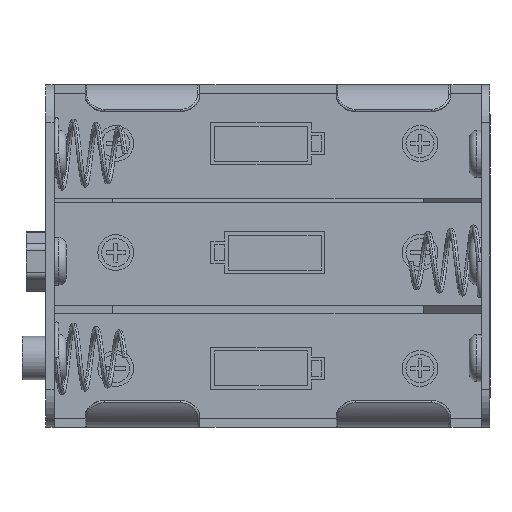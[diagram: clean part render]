
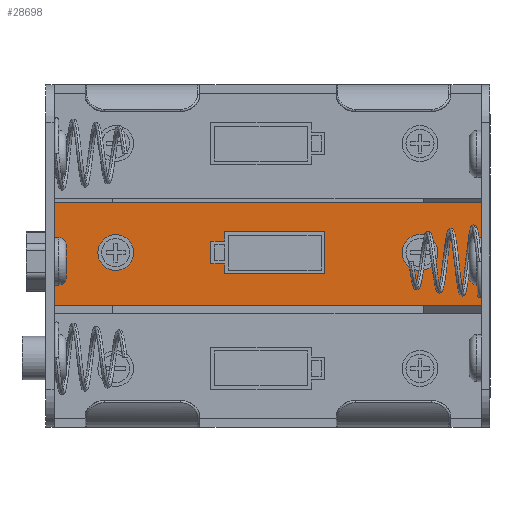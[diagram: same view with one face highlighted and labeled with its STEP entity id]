
A CAD part, front view. The second image highlights one B-rep face of the part: STEP entity #28698.
In plain terms, the highlighted planar face has unit normal (0, -1, 0).
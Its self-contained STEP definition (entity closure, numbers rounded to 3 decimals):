
#1405 = LINE ( 'NONE', #26143, #8634 ) ;
#2129 = LINE ( 'NONE', #25489, #11457 ) ;
#2146 = CARTESIAN_POINT ( 'NONE',  ( 0., -1.55, 18.033 ) ) ;
#2829 = DIRECTION ( 'NONE',  ( 0., 0., -1. ) ) ;
#2839 = CARTESIAN_POINT ( 'NONE',  ( -28.1, -1.55, 21.85 ) ) ;
#3294 = LINE ( 'NONE', #30771, #21018 ) ;
#3317 = ORIENTED_EDGE ( 'NONE', *, *, #21545, .F. ) ;
#4433 = ORIENTED_EDGE ( 'NONE', *, *, #32207, .F. ) ;
#5250 = AXIS2_PLACEMENT_3D ( 'NONE', #13443, #43171, #9633 ) ;
#5566 = LINE ( 'NONE', #35480, #38443 ) ;
#5792 = CARTESIAN_POINT ( 'NONE',  ( -5.7, -1.55, 16.733 ) ) ;
#5992 = DIRECTION ( 'NONE',  ( 0., -1., 0. ) ) ;
#6185 = DIRECTION ( 'NONE',  ( 0., 0., -1. ) ) ;
#7101 = VERTEX_POINT ( 'NONE', #28544 ) ;
#7229 = EDGE_CURVE ( 'NONE', #16077, #31885, #17427, .T. ) ;
#7796 = CIRCLE ( 'NONE', #14210, 2.35 ) ;
#8250 = FACE_BOUND ( 'NONE', #36098, .T. ) ;
#8272 = CARTESIAN_POINT ( 'NONE',  ( 20., -1.55, 17.583 ) ) ;
#8331 = PLANE ( 'NONE',  #41518 ) ;
#8568 = DIRECTION ( 'NONE',  ( 0., 0., 1. ) ) ;
#8634 = VECTOR ( 'NONE', #26291, 1000. ) ;
#9451 = CARTESIAN_POINT ( 'NONE',  ( 0., -1.55, 15.433 ) ) ;
#9534 = VERTEX_POINT ( 'NONE', #20085 ) ;
#9633 = DIRECTION ( 'NONE',  ( 0., 0., 1. ) ) ;
#9664 = DIRECTION ( 'NONE',  ( 0., -1., 0. ) ) ;
#10032 = CARTESIAN_POINT ( 'NONE',  ( 20., -1.55, 15.233 ) ) ;
#10191 = DIRECTION ( 'NONE',  ( 0., 0., 1. ) ) ;
#10943 = ORIENTED_EDGE ( 'NONE', *, *, #31487, .F. ) ;
#11086 = VERTEX_POINT ( 'NONE', #8272 ) ;
#11146 = EDGE_CURVE ( 'NONE', #7101, #14239, #2129, .T. ) ;
#11229 = VECTOR ( 'NONE', #35308, 1000. ) ;
#11457 = VECTOR ( 'NONE', #19210, 1000. ) ;
#11637 = EDGE_CURVE ( 'NONE', #14239, #40474, #12016, .T. ) ;
#11653 = CIRCLE ( 'NONE', #32232, 2.35 ) ;
#11662 = ORIENTED_EDGE ( 'NONE', *, *, #11146, .F. ) ;
#11732 = DIRECTION ( 'NONE',  ( -1., 0., 0. ) ) ;
#12016 = LINE ( 'NONE', #29190, #18806 ) ;
#12850 = EDGE_CURVE ( 'NONE', #31885, #16077, #31860, .T. ) ;
#13183 = VECTOR ( 'NONE', #2829, 1000. ) ;
#13443 = CARTESIAN_POINT ( 'NONE',  ( -20., -1.55, 15.233 ) ) ;
#13927 = ORIENTED_EDGE ( 'NONE', *, *, #18685, .F. ) ;
#14210 = AXIS2_PLACEMENT_3D ( 'NONE', #10032, #23611, #10191 ) ;
#14239 = VERTEX_POINT ( 'NONE', #31845 ) ;
#14309 = EDGE_CURVE ( 'NONE', #19832, #32321, #26947, .T. ) ;
#14627 = DIRECTION ( 'NONE',  ( -1., 0., 0. ) ) ;
#16077 = VERTEX_POINT ( 'NONE', #40123 ) ;
#16318 = CARTESIAN_POINT ( 'NONE',  ( 7.5, -1.55, 18.033 ) ) ;
#16439 = ORIENTED_EDGE ( 'NONE', *, *, #24542, .F. ) ;
#16904 = VERTEX_POINT ( 'NONE', #27877 ) ;
#17427 = CIRCLE ( 'NONE', #5250, 2.35 ) ;
#17697 = CARTESIAN_POINT ( 'NONE',  ( -20., -1.55, 12.883 ) ) ;
#18338 = VECTOR ( 'NONE', #38858, 1000. ) ;
#18685 = EDGE_CURVE ( 'NONE', #32321, #7101, #21526, .T. ) ;
#18806 = VECTOR ( 'NONE', #35477, 1000. ) ;
#19210 = DIRECTION ( 'NONE',  ( 1., 0., 0. ) ) ;
#19832 = VERTEX_POINT ( 'NONE', #5792 ) ;
#20085 = CARTESIAN_POINT ( 'NONE',  ( -28.1, -1.55, 8.267 ) ) ;
#20170 = EDGE_LOOP ( 'NONE', ( #27859, #33509 ) ) ;
#20737 = DIRECTION ( 'NONE',  ( 0., 0., 1. ) ) ;
#21018 = VECTOR ( 'NONE', #37486, 1000. ) ;
#21526 = LINE ( 'NONE', #39404, #13183 ) ;
#21545 = EDGE_CURVE ( 'NONE', #34583, #42709, #35453, .T. ) ;
#21650 = CARTESIAN_POINT ( 'NONE',  ( 0., -1.55, 16.733 ) ) ;
#22027 = CARTESIAN_POINT ( 'NONE',  ( -7.5, -1.55, 16.733 ) ) ;
#22810 = VECTOR ( 'NONE', #14627, 1000. ) ;
#22935 = CARTESIAN_POINT ( 'NONE',  ( 20., -1.55, 15.233 ) ) ;
#23007 = ORIENTED_EDGE ( 'NONE', *, *, #36391, .F. ) ;
#23611 = DIRECTION ( 'NONE',  ( 0., -1., 0. ) ) ;
#23904 = FACE_BOUND ( 'NONE', #20170, .T. ) ;
#24542 = EDGE_CURVE ( 'NONE', #25655, #11086, #11653, .T. ) ;
#24876 = CARTESIAN_POINT ( 'NONE',  ( -5.7, -1.55, 12.433 ) ) ;
#24894 = VERTEX_POINT ( 'NONE', #2839 ) ;
#25061 = CARTESIAN_POINT ( 'NONE',  ( 28.1, -1.55, 8.267 ) ) ;
#25226 = AXIS2_PLACEMENT_3D ( 'NONE', #34017, #30923, #20737 ) ;
#25412 = VECTOR ( 'NONE', #11732, 1000. ) ;
#25482 = ORIENTED_EDGE ( 'NONE', *, *, #31625, .F. ) ;
#25489 = CARTESIAN_POINT ( 'NONE',  ( 0., -1.55, 13.733 ) ) ;
#25655 = VERTEX_POINT ( 'NONE', #39381 ) ;
#25744 = ORIENTED_EDGE ( 'NONE', *, *, #14309, .F. ) ;
#26002 = CARTESIAN_POINT ( 'NONE',  ( -5.7, -1.55, 0. ) ) ;
#26143 = CARTESIAN_POINT ( 'NONE',  ( 28.1, -1.55, 8.267 ) ) ;
#26291 = DIRECTION ( 'NONE',  ( -1., 0., 0. ) ) ;
#26947 = LINE ( 'NONE', #21650, #25412 ) ;
#27859 = ORIENTED_EDGE ( 'NONE', *, *, #12850, .F. ) ;
#27877 = CARTESIAN_POINT ( 'NONE',  ( 28.1, -1.55, 21.85 ) ) ;
#28447 = CARTESIAN_POINT ( 'NONE',  ( -5.7, -1.55, 18.033 ) ) ;
#28544 = CARTESIAN_POINT ( 'NONE',  ( -7.5, -1.55, 13.733 ) ) ;
#28698 = ADVANCED_FACE ( 'NONE', ( #23904, #39536, #8250, #33843 ), #8331, .T. ) ;
#29079 = ORIENTED_EDGE ( 'NONE', *, *, #40431, .F. ) ;
#29088 = LINE ( 'NONE', #34592, #22810 ) ;
#29190 = CARTESIAN_POINT ( 'NONE',  ( -5.7, -1.55, 0. ) ) ;
#29784 = DIRECTION ( 'NONE',  ( 0., 0., 1. ) ) ;
#30091 = EDGE_CURVE ( 'NONE', #16904, #24894, #29088, .T. ) ;
#30248 = ORIENTED_EDGE ( 'NONE', *, *, #39419, .F. ) ;
#30479 = ORIENTED_EDGE ( 'NONE', *, *, #30091, .T. ) ;
#30771 = CARTESIAN_POINT ( 'NONE',  ( -28.1, -1.55, 15.433 ) ) ;
#30923 = DIRECTION ( 'NONE',  ( 0., -1., 0. ) ) ;
#31049 = EDGE_LOOP ( 'NONE', ( #16439, #29079 ) ) ;
#31287 = EDGE_CURVE ( 'NONE', #32688, #16904, #5566, .T. ) ;
#31487 = EDGE_CURVE ( 'NONE', #42474, #19832, #39464, .T. ) ;
#31625 = EDGE_CURVE ( 'NONE', #32688, #9534, #1405, .T. ) ;
#31669 = VECTOR ( 'NONE', #6185, 1000. ) ;
#31845 = CARTESIAN_POINT ( 'NONE',  ( -5.7, -1.55, 13.733 ) ) ;
#31860 = CIRCLE ( 'NONE', #25226, 2.35 ) ;
#31885 = VERTEX_POINT ( 'NONE', #17697 ) ;
#31913 = CARTESIAN_POINT ( 'NONE',  ( 7.5, -1.55, 0. ) ) ;
#32207 = EDGE_CURVE ( 'NONE', #40474, #34583, #35750, .T. ) ;
#32232 = AXIS2_PLACEMENT_3D ( 'NONE', #22935, #9664, #29784 ) ;
#32272 = DIRECTION ( 'NONE',  ( 0., 0., 1. ) ) ;
#32321 = VERTEX_POINT ( 'NONE', #22027 ) ;
#32688 = VERTEX_POINT ( 'NONE', #25061 ) ;
#33509 = ORIENTED_EDGE ( 'NONE', *, *, #7229, .F. ) ;
#33843 = FACE_OUTER_BOUND ( 'NONE', #40016, .T. ) ;
#33966 = CARTESIAN_POINT ( 'NONE',  ( 7.5, -1.55, 12.433 ) ) ;
#34017 = CARTESIAN_POINT ( 'NONE',  ( -20., -1.55, 15.233 ) ) ;
#34583 = VERTEX_POINT ( 'NONE', #33966 ) ;
#34592 = CARTESIAN_POINT ( 'NONE',  ( 0., -1.55, 21.85 ) ) ;
#35308 = DIRECTION ( 'NONE',  ( 1., 0., 0. ) ) ;
#35453 = LINE ( 'NONE', #31913, #39616 ) ;
#35477 = DIRECTION ( 'NONE',  ( 0., 0., -1. ) ) ;
#35480 = CARTESIAN_POINT ( 'NONE',  ( 28.1, -1.55, 15.433 ) ) ;
#35750 = LINE ( 'NONE', #38787, #11229 ) ;
#36098 = EDGE_LOOP ( 'NONE', ( #41605, #11662, #13927, #25744, #10943, #30248, #3317, #4433 ) ) ;
#36391 = EDGE_CURVE ( 'NONE', #9534, #24894, #3294, .T. ) ;
#37486 = DIRECTION ( 'NONE',  ( 0., 0., 1. ) ) ;
#38138 = LINE ( 'NONE', #2146, #18338 ) ;
#38443 = VECTOR ( 'NONE', #32272, 1000. ) ;
#38787 = CARTESIAN_POINT ( 'NONE',  ( 0., -1.55, 12.433 ) ) ;
#38858 = DIRECTION ( 'NONE',  ( -1., 0., 0. ) ) ;
#39366 = DIRECTION ( 'NONE',  ( 0., 0., -1. ) ) ;
#39381 = CARTESIAN_POINT ( 'NONE',  ( 20., -1.55, 12.883 ) ) ;
#39404 = CARTESIAN_POINT ( 'NONE',  ( -7.5, -1.55, 0. ) ) ;
#39419 = EDGE_CURVE ( 'NONE', #42709, #42474, #38138, .T. ) ;
#39464 = LINE ( 'NONE', #26002, #31669 ) ;
#39536 = FACE_BOUND ( 'NONE', #31049, .T. ) ;
#39616 = VECTOR ( 'NONE', #8568, 1000. ) ;
#40016 = EDGE_LOOP ( 'NONE', ( #40305, #30479, #23007, #25482 ) ) ;
#40123 = CARTESIAN_POINT ( 'NONE',  ( -20., -1.55, 17.583 ) ) ;
#40305 = ORIENTED_EDGE ( 'NONE', *, *, #31287, .T. ) ;
#40431 = EDGE_CURVE ( 'NONE', #11086, #25655, #7796, .T. ) ;
#40474 = VERTEX_POINT ( 'NONE', #24876 ) ;
#41518 = AXIS2_PLACEMENT_3D ( 'NONE', #9451, #5992, #39366 ) ;
#41605 = ORIENTED_EDGE ( 'NONE', *, *, #11637, .F. ) ;
#42474 = VERTEX_POINT ( 'NONE', #28447 ) ;
#42709 = VERTEX_POINT ( 'NONE', #16318 ) ;
#43171 = DIRECTION ( 'NONE',  ( 0., -1., 0. ) ) ;
